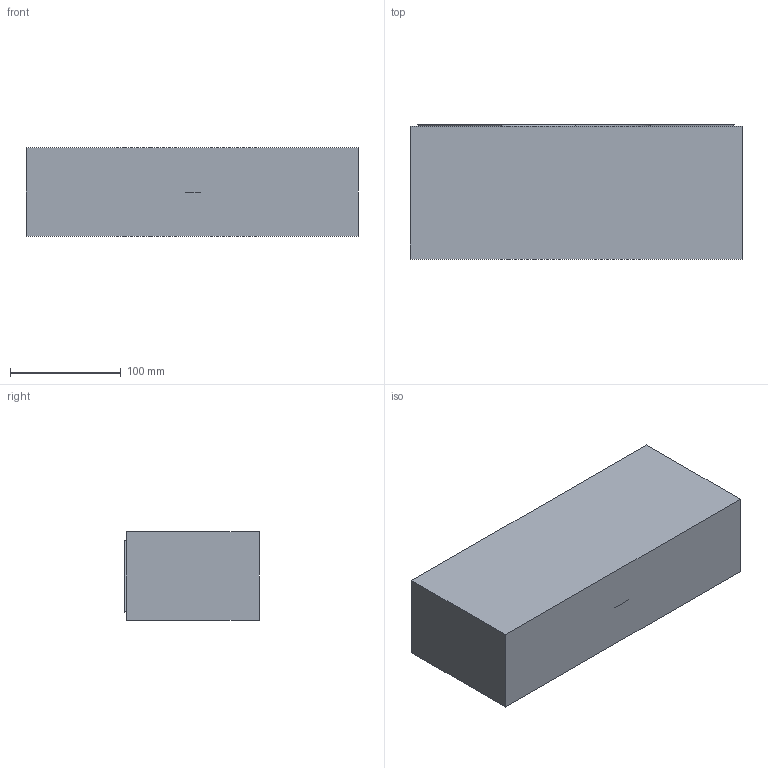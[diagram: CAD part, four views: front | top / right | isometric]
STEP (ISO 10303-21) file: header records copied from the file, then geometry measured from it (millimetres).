
FILE_DESCRIPTION(/* description */ (''),/* implementation_level */ '2;1');
FILE_NAME(/* name */ 'neko2 v2.step',/* time_stamp */ '2024-04-14T22:23:12+09:00',/* author */ (''),/* organization */ (''),/* preprocessor_version */ 'ST-DEVELOPER v20',/* originating_system */ 'Autodesk Translation Framework v12.20.1.177',/* authorisation */ '');
FILE_SCHEMA (('AUTOMOTIVE_DESIGN { 1 0 10303 214 3 1 1 }'));
Length unit declared in the file: millimetre
Products named in the file (1): neko2
Bounding box: 300 x 121.4 x 80 mm (x, y, z)
Surface area: 200734.7 mm2
Topology: 2 solids, 2 shells, 22 faces, 54 edges, 36 vertices
Faces by surface type: bspline 12, plane 10
Entity records: 1942 total; most frequent: CARTESIAN_POINT 1484, ORIENTED_EDGE 108, EDGE_CURVE 54, DIRECTION 42, VERTEX_POINT 36, B_SPLINE_CURVE_WITH_KNOTS 32, FACE_OUTER_BOUND 22, EDGE_LOOP 22
